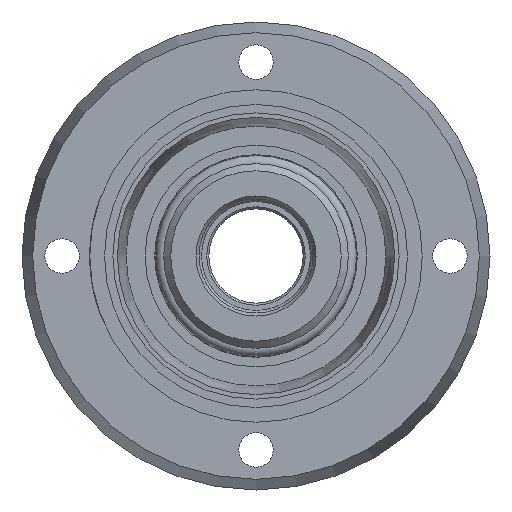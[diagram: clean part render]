
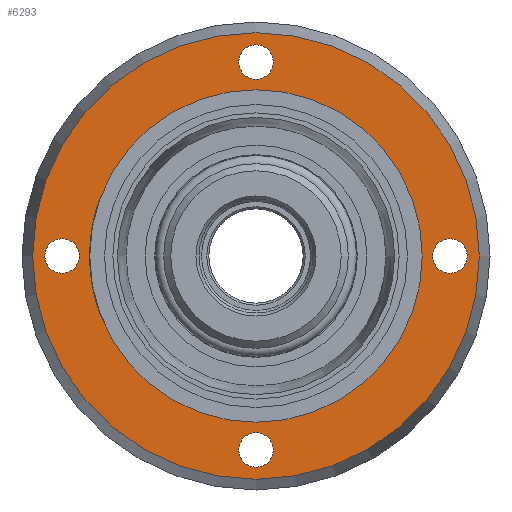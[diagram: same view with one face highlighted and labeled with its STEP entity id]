
A CAD part, left-side view. The second image highlights one B-rep face of the part: STEP entity #6293.
In plain terms, the highlighted planar face has unit normal (-1, 0, 0).
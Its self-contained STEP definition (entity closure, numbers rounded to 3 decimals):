
#506=FACE_BOUND('',#1898,.T.);
#507=FACE_BOUND('',#1899,.T.);
#508=FACE_BOUND('',#1900,.T.);
#509=FACE_BOUND('',#1901,.T.);
#510=FACE_BOUND('',#1902,.T.);
#568=PLANE('',#6792);
#1517=FACE_OUTER_BOUND('',#1897,.T.);
#1897=EDGE_LOOP('',(#4486,#4487));
#1898=EDGE_LOOP('',(#4488,#4489));
#1899=EDGE_LOOP('',(#4490,#4491));
#1900=EDGE_LOOP('',(#4492,#4493));
#1901=EDGE_LOOP('',(#4494,#4495));
#1902=EDGE_LOOP('',(#4496,#4497));
#2356=CIRCLE('',#6790,36.258);
#2357=CIRCLE('',#6791,36.258);
#2358=CIRCLE('',#6793,2.8);
#2359=CIRCLE('',#6794,2.8);
#2360=CIRCLE('',#6795,2.8);
#2361=CIRCLE('',#6796,2.8);
#2362=CIRCLE('',#6797,2.8);
#2363=CIRCLE('',#6798,2.8);
#2364=CIRCLE('',#6799,2.8);
#2365=CIRCLE('',#6800,2.8);
#2366=CIRCLE('',#6801,27.);
#2367=CIRCLE('',#6802,27.);
#2662=VERTEX_POINT('',#9026);
#2663=VERTEX_POINT('',#9028);
#2664=VERTEX_POINT('',#9032);
#2665=VERTEX_POINT('',#9033);
#2666=VERTEX_POINT('',#9036);
#2667=VERTEX_POINT('',#9037);
#2668=VERTEX_POINT('',#9040);
#2669=VERTEX_POINT('',#9041);
#2670=VERTEX_POINT('',#9044);
#2671=VERTEX_POINT('',#9045);
#2672=VERTEX_POINT('',#9048);
#2673=VERTEX_POINT('',#9049);
#3365=EDGE_CURVE('',#2662,#2663,#2356,.T.);
#3366=EDGE_CURVE('',#2663,#2662,#2357,.T.);
#3367=EDGE_CURVE('',#2664,#2665,#2358,.T.);
#3368=EDGE_CURVE('',#2665,#2664,#2359,.T.);
#3369=EDGE_CURVE('',#2666,#2667,#2360,.T.);
#3370=EDGE_CURVE('',#2667,#2666,#2361,.T.);
#3371=EDGE_CURVE('',#2668,#2669,#2362,.T.);
#3372=EDGE_CURVE('',#2669,#2668,#2363,.T.);
#3373=EDGE_CURVE('',#2670,#2671,#2364,.T.);
#3374=EDGE_CURVE('',#2671,#2670,#2365,.T.);
#3375=EDGE_CURVE('',#2672,#2673,#2366,.T.);
#3376=EDGE_CURVE('',#2673,#2672,#2367,.T.);
#4486=ORIENTED_EDGE('',*,*,#3366,.F.);
#4487=ORIENTED_EDGE('',*,*,#3365,.F.);
#4488=ORIENTED_EDGE('',*,*,#3367,.T.);
#4489=ORIENTED_EDGE('',*,*,#3368,.T.);
#4490=ORIENTED_EDGE('',*,*,#3369,.T.);
#4491=ORIENTED_EDGE('',*,*,#3370,.T.);
#4492=ORIENTED_EDGE('',*,*,#3371,.T.);
#4493=ORIENTED_EDGE('',*,*,#3372,.T.);
#4494=ORIENTED_EDGE('',*,*,#3373,.T.);
#4495=ORIENTED_EDGE('',*,*,#3374,.T.);
#4496=ORIENTED_EDGE('',*,*,#3375,.T.);
#4497=ORIENTED_EDGE('',*,*,#3376,.T.);
#6293=ADVANCED_FACE('',(#1517,#506,#507,#508,#509,#510),#568,.T.);
#6790=AXIS2_PLACEMENT_3D('',#9029,#7561,#7562);
#6791=AXIS2_PLACEMENT_3D('',#9030,#7563,#7564);
#6792=AXIS2_PLACEMENT_3D('',#9031,#7565,#7566);
#6793=AXIS2_PLACEMENT_3D('',#9034,#7567,#7568);
#6794=AXIS2_PLACEMENT_3D('',#9035,#7569,#7570);
#6795=AXIS2_PLACEMENT_3D('',#9038,#7571,#7572);
#6796=AXIS2_PLACEMENT_3D('',#9039,#7573,#7574);
#6797=AXIS2_PLACEMENT_3D('',#9042,#7575,#7576);
#6798=AXIS2_PLACEMENT_3D('',#9043,#7577,#7578);
#6799=AXIS2_PLACEMENT_3D('',#9046,#7579,#7580);
#6800=AXIS2_PLACEMENT_3D('',#9047,#7581,#7582);
#6801=AXIS2_PLACEMENT_3D('',#9050,#7583,#7584);
#6802=AXIS2_PLACEMENT_3D('',#9051,#7585,#7586);
#7561=DIRECTION('center_axis',(1.,0.,0.));
#7562=DIRECTION('ref_axis',(0.,1.,0.));
#7563=DIRECTION('center_axis',(1.,0.,0.));
#7564=DIRECTION('ref_axis',(0.,1.,0.));
#7565=DIRECTION('center_axis',(-1.,0.,0.));
#7566=DIRECTION('ref_axis',(0.,0.,1.));
#7567=DIRECTION('center_axis',(1.,0.,0.));
#7568=DIRECTION('ref_axis',(0.,1.,0.));
#7569=DIRECTION('center_axis',(1.,0.,0.));
#7570=DIRECTION('ref_axis',(0.,1.,0.));
#7571=DIRECTION('center_axis',(1.,0.,0.));
#7572=DIRECTION('ref_axis',(0.,0.,-1.));
#7573=DIRECTION('center_axis',(1.,0.,0.));
#7574=DIRECTION('ref_axis',(0.,0.,-1.));
#7575=DIRECTION('center_axis',(1.,0.,0.));
#7576=DIRECTION('ref_axis',(0.,-1.,0.));
#7577=DIRECTION('center_axis',(1.,0.,0.));
#7578=DIRECTION('ref_axis',(0.,-1.,0.));
#7579=DIRECTION('center_axis',(1.,0.,0.));
#7580=DIRECTION('ref_axis',(0.,0.,1.));
#7581=DIRECTION('center_axis',(1.,0.,0.));
#7582=DIRECTION('ref_axis',(0.,0.,1.));
#7583=DIRECTION('center_axis',(1.,0.,0.));
#7584=DIRECTION('ref_axis',(0.,1.,0.));
#7585=DIRECTION('center_axis',(1.,0.,0.));
#7586=DIRECTION('ref_axis',(0.,1.,0.));
#9026=CARTESIAN_POINT('',(14.,-36.258,0.));
#9028=CARTESIAN_POINT('',(14.,36.258,0.));
#9029=CARTESIAN_POINT('Origin',(14.,0.,0.));
#9030=CARTESIAN_POINT('Origin',(14.,0.,0.));
#9031=CARTESIAN_POINT('Origin',(14.,31.629,0.));
#9032=CARTESIAN_POINT('',(14.,2.8,-31.5));
#9033=CARTESIAN_POINT('',(14.,-2.8,-31.5));
#9034=CARTESIAN_POINT('Origin',(14.,0.,-31.5));
#9035=CARTESIAN_POINT('Origin',(14.,0.,-31.5));
#9036=CARTESIAN_POINT('',(14.,-31.5,-2.8));
#9037=CARTESIAN_POINT('',(14.,-31.5,2.8));
#9038=CARTESIAN_POINT('Origin',(14.,-31.5,0.));
#9039=CARTESIAN_POINT('Origin',(14.,-31.5,0.));
#9040=CARTESIAN_POINT('',(14.,-2.8,31.5));
#9041=CARTESIAN_POINT('',(14.,2.8,31.5));
#9042=CARTESIAN_POINT('Origin',(14.,0.,31.5));
#9043=CARTESIAN_POINT('Origin',(14.,0.,31.5));
#9044=CARTESIAN_POINT('',(14.,31.5,2.8));
#9045=CARTESIAN_POINT('',(14.,31.5,-2.8));
#9046=CARTESIAN_POINT('Origin',(14.,31.5,0.));
#9047=CARTESIAN_POINT('Origin',(14.,31.5,0.));
#9048=CARTESIAN_POINT('',(14.,27.,0.));
#9049=CARTESIAN_POINT('',(14.,-27.,0.));
#9050=CARTESIAN_POINT('Origin',(14.,0.,0.));
#9051=CARTESIAN_POINT('Origin',(14.,0.,0.));
